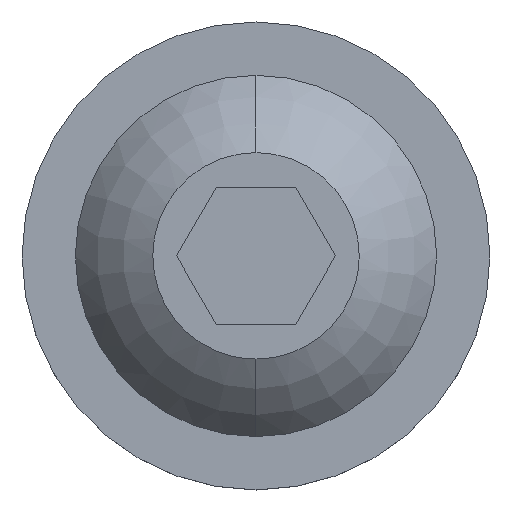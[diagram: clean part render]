
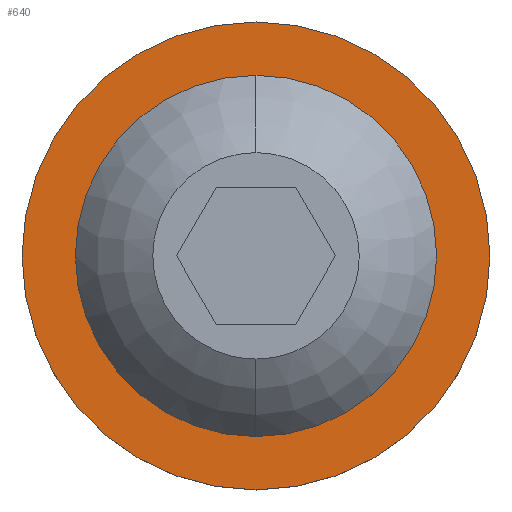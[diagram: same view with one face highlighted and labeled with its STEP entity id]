
A CAD part, top view. The second image highlights one B-rep face of the part: STEP entity #640.
In plain terms, the highlighted planar face has unit normal (0, 0, 1).
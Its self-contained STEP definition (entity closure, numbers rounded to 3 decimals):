
#2 = VERTEX_POINT ( 'NONE', #591 ) ;
#15 = CARTESIAN_POINT ( 'NONE',  ( 0., 5.25, 1.2 ) ) ;
#16 = CARTESIAN_POINT ( 'NONE',  ( 0., 0., 1.2 ) ) ;
#61 = DIRECTION ( 'NONE',  ( 0., 0., 1. ) ) ;
#62 = CIRCLE ( 'NONE', #84, 5.25 ) ;
#84 = AXIS2_PLACEMENT_3D ( 'NONE', #855, #441, #374 ) ;
#123 = VERTEX_POINT ( 'NONE', #395 ) ;
#189 = CARTESIAN_POINT ( 'NONE',  ( 0., 0., 1.2 ) ) ;
#191 = FACE_OUTER_BOUND ( 'NONE', #437, .T. ) ;
#214 = DIRECTION ( 'NONE',  ( 0., 0., -1. ) ) ;
#242 = ORIENTED_EDGE ( 'NONE', *, *, #671, .F. ) ;
#248 = DIRECTION ( 'NONE',  ( 0., 0., -1. ) ) ;
#257 = CARTESIAN_POINT ( 'NONE',  ( 0., 0., 1.2 ) ) ;
#280 = ORIENTED_EDGE ( 'NONE', *, *, #764, .F. ) ;
#288 = ORIENTED_EDGE ( 'NONE', *, *, #572, .T. ) ;
#309 = VERTEX_POINT ( 'NONE', #15 ) ;
#315 = DIRECTION ( 'NONE',  ( 0., 1., 0. ) ) ;
#316 = AXIS2_PLACEMENT_3D ( 'NONE', #472, #541, #332 ) ;
#321 = PLANE ( 'NONE',  #702 ) ;
#329 = DIRECTION ( 'NONE',  ( 1., 0., 0. ) ) ;
#332 = DIRECTION ( 'NONE',  ( -1., 0., 0. ) ) ;
#374 = DIRECTION ( 'NONE',  ( 0., 1., 0. ) ) ;
#395 = CARTESIAN_POINT ( 'NONE',  ( 0., -5.25, 1.2 ) ) ;
#437 = EDGE_LOOP ( 'NONE', ( #280, #242 ) ) ;
#441 = DIRECTION ( 'NONE',  ( 0., 0., -1. ) ) ;
#455 = AXIS2_PLACEMENT_3D ( 'NONE', #189, #248, #315 ) ;
#465 = CIRCLE ( 'NONE', #455, 5.25 ) ;
#472 = CARTESIAN_POINT ( 'NONE',  ( 0., 0., 1.2 ) ) ;
#511 = CIRCLE ( 'NONE', #316, 6.8 ) ;
#524 = EDGE_LOOP ( 'NONE', ( #550, #288 ) ) ;
#530 = CIRCLE ( 'NONE', #585, 6.8 ) ;
#541 = DIRECTION ( 'NONE',  ( 0., 0., -1. ) ) ;
#550 = ORIENTED_EDGE ( 'NONE', *, *, #623, .T. ) ;
#572 = EDGE_CURVE ( 'NONE', #123, #309, #62, .T. ) ;
#585 = AXIS2_PLACEMENT_3D ( 'NONE', #16, #214, #612 ) ;
#591 = CARTESIAN_POINT ( 'NONE',  ( -6.8, 0., 1.2 ) ) ;
#604 = FACE_BOUND ( 'NONE', #524, .T. ) ;
#612 = DIRECTION ( 'NONE',  ( -1., 0., 0. ) ) ;
#623 = EDGE_CURVE ( 'NONE', #309, #123, #465, .T. ) ;
#640 = ADVANCED_FACE ( 'NONE', ( #604, #191 ), #321, .T. ) ;
#671 = EDGE_CURVE ( 'NONE', #849, #2, #511, .T. ) ;
#690 = CARTESIAN_POINT ( 'NONE',  ( 6.8, 0., 1.2 ) ) ;
#702 = AXIS2_PLACEMENT_3D ( 'NONE', #257, #61, #329 ) ;
#764 = EDGE_CURVE ( 'NONE', #2, #849, #530, .T. ) ;
#849 = VERTEX_POINT ( 'NONE', #690 ) ;
#855 = CARTESIAN_POINT ( 'NONE',  ( 0., 0., 1.2 ) ) ;
